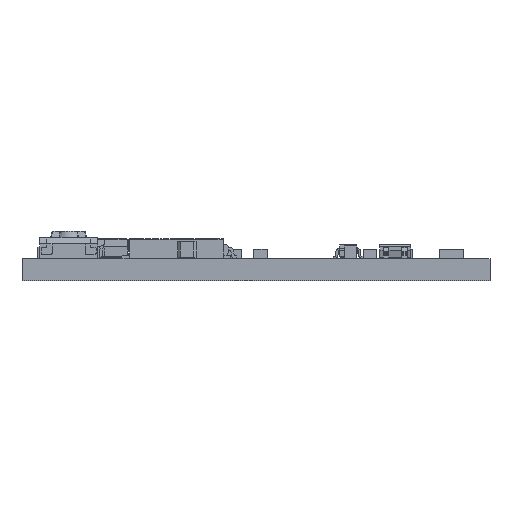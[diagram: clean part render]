
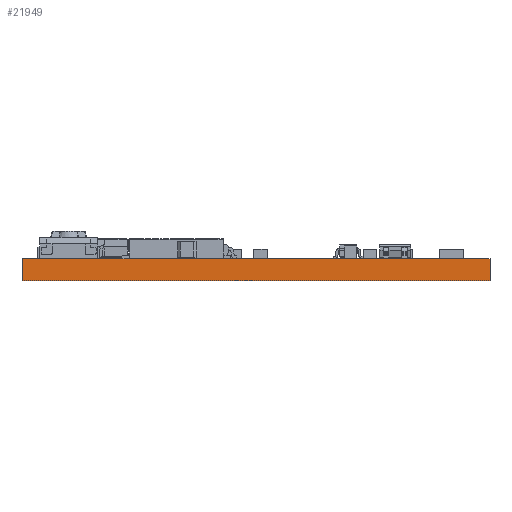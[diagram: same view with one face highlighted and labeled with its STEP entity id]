
A CAD part, front view. The second image highlights one B-rep face of the part: STEP entity #21949.
In plain terms, the highlighted planar face has unit normal (0, -1, 0).
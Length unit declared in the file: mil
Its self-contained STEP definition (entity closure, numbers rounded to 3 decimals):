
#391 = DIRECTION ( 'NONE',  ( 1., 0., 0. ) ) ;
#1368 = CARTESIAN_POINT ( 'NONE',  ( 1305., 0., 0. ) ) ;
#3372 = EDGE_CURVE ( 'NONE', #28081, #61038, #22640, .T. ) ;
#5569 = CARTESIAN_POINT ( 'NONE',  ( 1305., 0., 0. ) ) ;
#6318 = VECTOR ( 'NONE', #43578, 39370.079 ) ;
#6566 = VECTOR ( 'NONE', #24467, 39370.079 ) ;
#8053 = PLANE ( 'NONE',  #20547 ) ;
#8626 = ORIENTED_EDGE ( 'NONE', *, *, #64889, .T. ) ;
#11149 = EDGE_LOOP ( 'NONE', ( #8626, #30856, #24246, #57967 ) ) ;
#19613 = DIRECTION ( 'NONE',  ( 0., 0., -1. ) ) ;
#20035 = LINE ( 'NONE', #34279, #25074 ) ;
#20547 = AXIS2_PLACEMENT_3D ( 'NONE', #24367, #62174, #61505 ) ;
#20760 = LINE ( 'NONE', #22119, #6318 ) ;
#21949 = ADVANCED_FACE ( 'NONE', ( #24108 ), #8053, .F. ) ;
#22119 = CARTESIAN_POINT ( 'NONE',  ( 0., 0., 62. ) ) ;
#22640 = LINE ( 'NONE', #52134, #6566 ) ;
#24108 = FACE_OUTER_BOUND ( 'NONE', #11149, .T. ) ;
#24246 = ORIENTED_EDGE ( 'NONE', *, *, #3372, .F. ) ;
#24367 = CARTESIAN_POINT ( 'NONE',  ( 1305., 0., 62. ) ) ;
#24467 = DIRECTION ( 'NONE',  ( 1., 0., 0. ) ) ;
#25074 = VECTOR ( 'NONE', #19613, 39370.079 ) ;
#27913 = CARTESIAN_POINT ( 'NONE',  ( 1305., 0., 62. ) ) ;
#28081 = VERTEX_POINT ( 'NONE', #51253 ) ;
#30451 = VECTOR ( 'NONE', #391, 39370.079 ) ;
#30833 = EDGE_CURVE ( 'NONE', #61038, #44513, #20035, .T. ) ;
#30856 = ORIENTED_EDGE ( 'NONE', *, *, #30833, .F. ) ;
#33808 = EDGE_CURVE ( 'NONE', #28081, #37638, #20760, .T. ) ;
#34279 = CARTESIAN_POINT ( 'NONE',  ( 1305., 0., 62. ) ) ;
#37638 = VERTEX_POINT ( 'NONE', #42610 ) ;
#42610 = CARTESIAN_POINT ( 'NONE',  ( 0., 0., 0. ) ) ;
#43578 = DIRECTION ( 'NONE',  ( 0., 0., -1. ) ) ;
#44513 = VERTEX_POINT ( 'NONE', #1368 ) ;
#51253 = CARTESIAN_POINT ( 'NONE',  ( 0., 0., 62. ) ) ;
#52134 = CARTESIAN_POINT ( 'NONE',  ( 1305., 0., 62. ) ) ;
#54977 = LINE ( 'NONE', #5569, #30451 ) ;
#57967 = ORIENTED_EDGE ( 'NONE', *, *, #33808, .T. ) ;
#61038 = VERTEX_POINT ( 'NONE', #27913 ) ;
#61505 = DIRECTION ( 'NONE',  ( 0., 0., 1. ) ) ;
#62174 = DIRECTION ( 'NONE',  ( 0., 1., 0. ) ) ;
#64889 = EDGE_CURVE ( 'NONE', #37638, #44513, #54977, .T. ) ;
